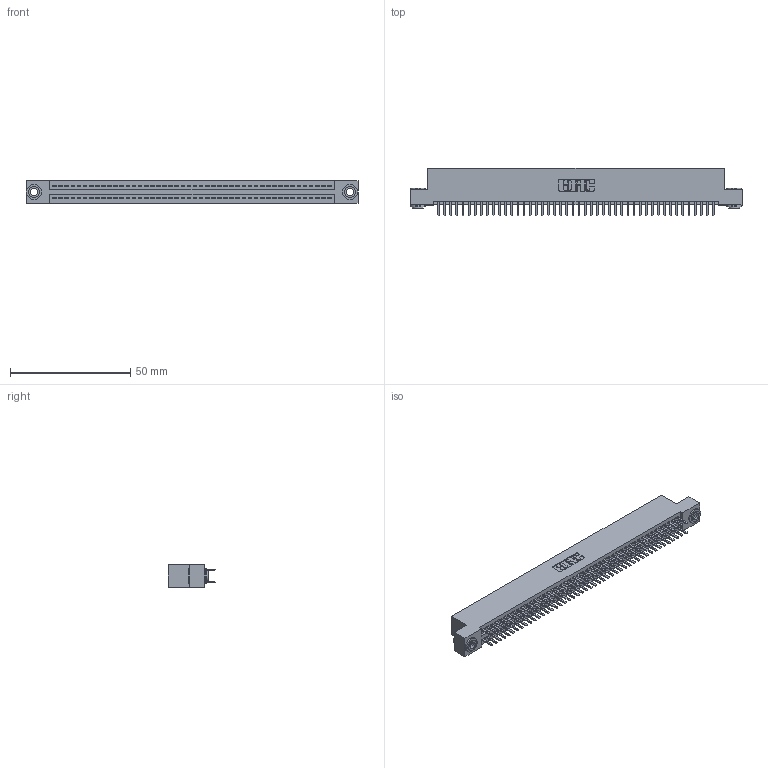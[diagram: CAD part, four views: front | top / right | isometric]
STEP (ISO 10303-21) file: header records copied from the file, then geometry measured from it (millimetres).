
FILE_DESCRIPTION (( 'STEP AP203' ), '1' );
FILE_NAME ('395-092-520-203.STEP', '2018-11-29T06:03:56', ( '' ), ( '' ), 'SwSTEP 2.0', 'SolidWorks 2016', '' );
FILE_SCHEMA (( 'CONFIG_CONTROL_DESIGN' ));
Length unit declared in the file: inch
Products named in the file (4): 345-250-002_345-250-002-102; 345-292-001_345-293-120; 395-092-520-203; 345 Part_Flush Mounting Lugs - 0.156 Dia-TH
Assembly tree (95 placements, depth 2):
  395-092-520-203
    345 Part_Flush Mounting Lugs - 0.156 Dia-TH
    345-292-001_345-293-120  x92
    345-250-002_345-250-002-102  x2
Bounding box: 138.05 x 19.68 x 9.4 mm (x, y, z)
Volume: 13426.3 mm3; surface area: 20042.7 mm2
Topology: 95 solids, 95 shells, 5132 faces, 14861 edges, 9658 vertices
Faces by surface type: plane 3310, cylinder 1814, cone 8
Entity records: 36318 total; most frequent: CARTESIAN_POINT 6071, ORIENTED_EDGE 5986, DIRECTION 5367, EDGE_CURVE 2993, VECTOR 2649, LINE 2649, VERTEX_POINT 1990, AXIS2_PLACEMENT_3D 1359
